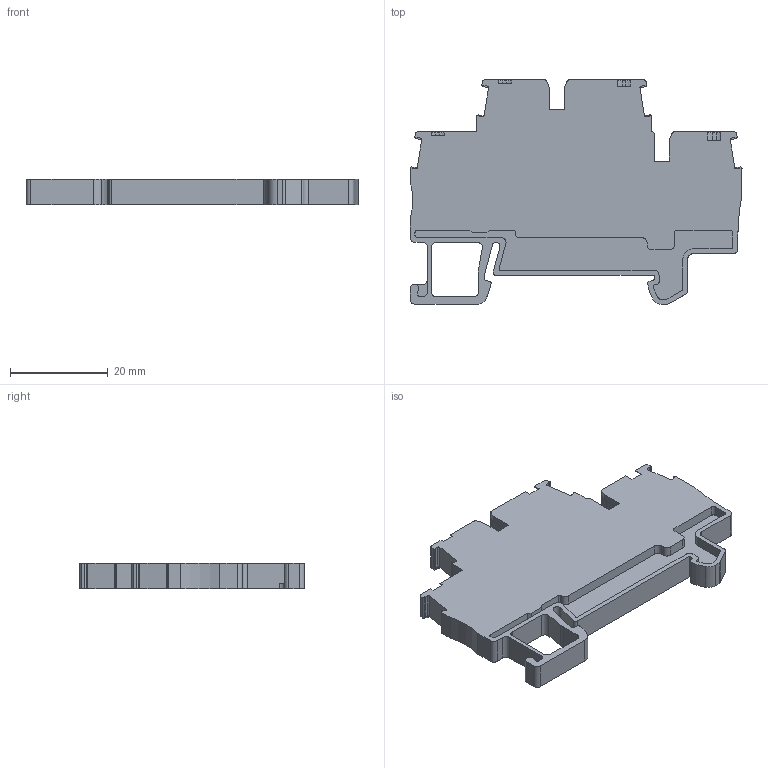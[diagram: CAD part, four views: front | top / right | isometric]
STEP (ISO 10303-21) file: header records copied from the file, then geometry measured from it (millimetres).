
FILE_DESCRIPTION(/* description */ (''),/* implementation_level */ '2;1');
FILE_NAME(/* name */ 'TC2.5-2-GY.stp',/* time_stamp */ '2021-12-27T14:19:50+08:00',/* author */ (''),/* organization */ (''),/* preprocessor_version */ 'ST-DEVELOPER v16.7',/* originating_system */ 'SIEMENS PLM Software NX 12.0',/* authorisation */ '');
FILE_SCHEMA (('AP203_CONFIGURATION_CONTROLLED_3D_DESIGN_OF_MECHANICAL_PARTS_AND_ASSEMBLIES_MIM_LF { 1 0 10303 403 2 1 2}'));
Length unit declared in the file: millimetre
Products named in the file (1): SP6111T1001-02
Bounding box: 68 x 45.95 x 5.2 mm (x, y, z)
Volume: 9759.4 mm3; surface area: 7150.7 mm2
Topology: 1 solids, 3 shells, 396 faces, 1099 edges, 718 vertices
Faces by surface type: plane 219, cylinder 153, torus 24
Entity records: 12884 total; most frequent: CARTESIAN_POINT 2358, DIRECTION 2224, ORIENTED_EDGE 2198, EDGE_CURVE 1099, AXIS2_PLACEMENT_3D 744, LINE 736, VECTOR 736, VERTEX_POINT 718
